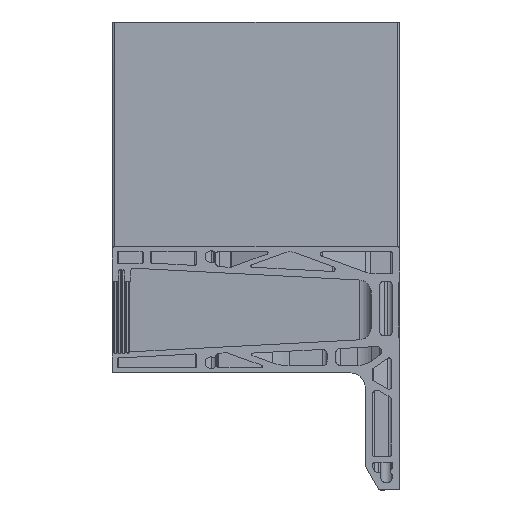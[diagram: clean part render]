
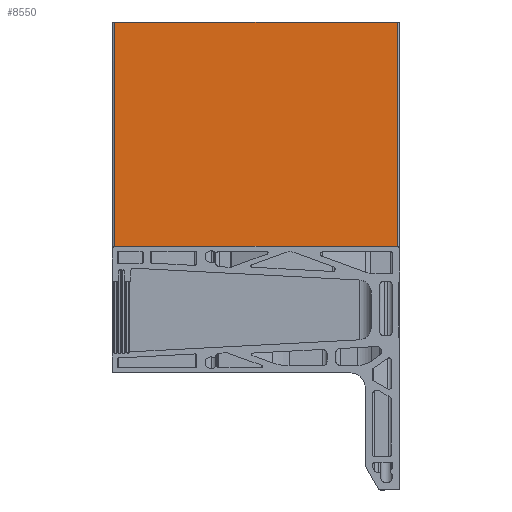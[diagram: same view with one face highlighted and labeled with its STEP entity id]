
A CAD part, left-side view. The second image highlights one B-rep face of the part: STEP entity #8550.
In plain terms, the highlighted planar face has unit normal (-1, 0, 0).
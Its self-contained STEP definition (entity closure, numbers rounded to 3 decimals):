
#327 = CARTESIAN_POINT ( 'NONE',  ( -1., 119.4, 0. ) ) ;
#528 = CARTESIAN_POINT ( 'NONE',  ( -1., 119.4, -94. ) ) ;
#608 = VERTEX_POINT ( 'NONE', #5771 ) ;
#656 = VECTOR ( 'NONE', #9753, 1000. ) ;
#919 = VERTEX_POINT ( 'NONE', #4727 ) ;
#1075 = CARTESIAN_POINT ( 'NONE',  ( -1., 1., 0. ) ) ;
#1182 = VECTOR ( 'NONE', #6236, 1000. ) ;
#1422 = EDGE_LOOP ( 'NONE', ( #7601, #8719, #6153, #10680 ) ) ;
#2023 = CARTESIAN_POINT ( 'NONE',  ( -1., 1., 0. ) ) ;
#2134 = DIRECTION ( 'NONE',  ( 1., 0., 0. ) ) ;
#2559 = LINE ( 'NONE', #6792, #3380 ) ;
#2907 = DIRECTION ( 'NONE',  ( 0., 0., -1. ) ) ;
#3380 = VECTOR ( 'NONE', #9983, 1000. ) ;
#3690 = EDGE_CURVE ( 'NONE', #919, #7938, #3801, .T. ) ;
#3781 = LINE ( 'NONE', #5402, #1182 ) ;
#3801 = LINE ( 'NONE', #9860, #656 ) ;
#3825 = FACE_OUTER_BOUND ( 'NONE', #1422, .T. ) ;
#4562 = EDGE_CURVE ( 'NONE', #4830, #7938, #3781, .T. ) ;
#4727 = CARTESIAN_POINT ( 'NONE',  ( -1., 1., -94. ) ) ;
#4830 = VERTEX_POINT ( 'NONE', #327 ) ;
#5394 = PLANE ( 'NONE',  #8085 ) ;
#5402 = CARTESIAN_POINT ( 'NONE',  ( -1., 119.4, 0. ) ) ;
#5771 = CARTESIAN_POINT ( 'NONE',  ( -1., 1., 0. ) ) ;
#6153 = ORIENTED_EDGE ( 'NONE', *, *, #4562, .T. ) ;
#6236 = DIRECTION ( 'NONE',  ( 0., 0., -1. ) ) ;
#6438 = EDGE_CURVE ( 'NONE', #608, #919, #10302, .T. ) ;
#6792 = CARTESIAN_POINT ( 'NONE',  ( -1., 1., 0. ) ) ;
#7601 = ORIENTED_EDGE ( 'NONE', *, *, #6438, .F. ) ;
#7736 = DIRECTION ( 'NONE',  ( 0., 0., -1. ) ) ;
#7938 = VERTEX_POINT ( 'NONE', #528 ) ;
#8085 = AXIS2_PLACEMENT_3D ( 'NONE', #2023, #2134, #2907 ) ;
#8550 = ADVANCED_FACE ( 'NONE', ( #3825 ), #5394, .F. ) ;
#8719 = ORIENTED_EDGE ( 'NONE', *, *, #9351, .F. ) ;
#9351 = EDGE_CURVE ( 'NONE', #4830, #608, #2559, .T. ) ;
#9753 = DIRECTION ( 'NONE',  ( 0., 1., 0. ) ) ;
#9860 = CARTESIAN_POINT ( 'NONE',  ( -1., 1., -94. ) ) ;
#9983 = DIRECTION ( 'NONE',  ( 0., -1., 0. ) ) ;
#10302 = LINE ( 'NONE', #1075, #10784 ) ;
#10680 = ORIENTED_EDGE ( 'NONE', *, *, #3690, .F. ) ;
#10784 = VECTOR ( 'NONE', #7736, 1000. ) ;
